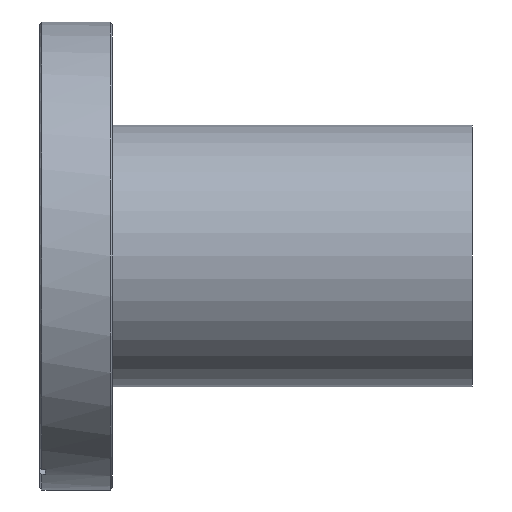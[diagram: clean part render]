
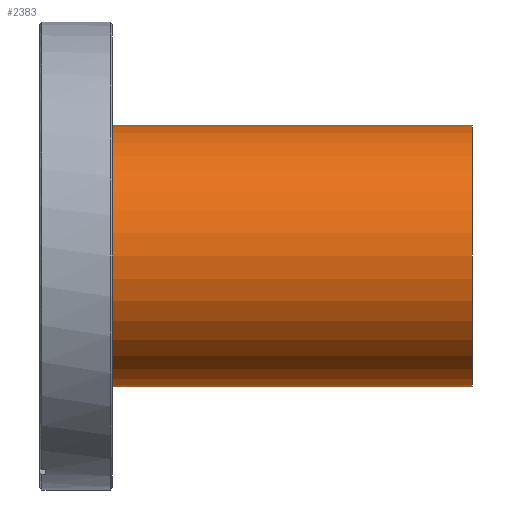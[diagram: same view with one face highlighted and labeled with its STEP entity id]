
A CAD part, left-side view. The second image highlights one B-rep face of the part: STEP entity #2383.
In plain terms, the highlighted cylindrical face has radius 31.75 mm (diameter 63.5 mm), a partial arc.
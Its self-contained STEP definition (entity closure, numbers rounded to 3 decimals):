
#24 = CARTESIAN_POINT ( 'NONE',  ( 0., 0., 0. ) ) ;
#149 = DIRECTION ( 'NONE',  ( 0., -1., 0. ) ) ;
#246 = VERTEX_POINT ( 'NONE', #356 ) ;
#248 = EDGE_CURVE ( 'NONE', #2067, #2229, #2226, .T. ) ;
#314 = CARTESIAN_POINT ( 'NONE',  ( 0., 0., -31.75 ) ) ;
#356 = CARTESIAN_POINT ( 'NONE',  ( 0., 0., 31.75 ) ) ;
#359 = EDGE_CURVE ( 'NONE', #2067, #2823, #2080, .T. ) ;
#408 = DIRECTION ( 'NONE',  ( 0., 1., 0. ) ) ;
#459 = DIRECTION ( 'NONE',  ( 0., 0., 1. ) ) ;
#638 = DIRECTION ( 'NONE',  ( 0., -1., 0. ) ) ;
#664 = ORIENTED_EDGE ( 'NONE', *, *, #248, .T. ) ;
#870 = CIRCLE ( 'NONE', #1332, 31.75 ) ;
#1101 = CARTESIAN_POINT ( 'NONE',  ( 0., 95.3, -31.75 ) ) ;
#1171 = EDGE_CURVE ( 'NONE', #2229, #246, #870, .T. ) ;
#1220 = ORIENTED_EDGE ( 'NONE', *, *, #359, .F. ) ;
#1222 = CARTESIAN_POINT ( 'NONE',  ( 0., 95.3, 0. ) ) ;
#1270 = CARTESIAN_POINT ( 'NONE',  ( 0., 95.3, 31.75 ) ) ;
#1324 = DIRECTION ( 'NONE',  ( 0., 1., 0. ) ) ;
#1332 = AXIS2_PLACEMENT_3D ( 'NONE', #24, #1324, #2662 ) ;
#1438 = DIRECTION ( 'NONE',  ( 0., -1., 0. ) ) ;
#1507 = VECTOR ( 'NONE', #149, 1000. ) ;
#1627 = CARTESIAN_POINT ( 'NONE',  ( 0., 95.3, -31.75 ) ) ;
#1660 = DIRECTION ( 'NONE',  ( 0., 0., -1. ) ) ;
#1920 = CARTESIAN_POINT ( 'NONE',  ( 0., 95.3, 31.75 ) ) ;
#1926 = ORIENTED_EDGE ( 'NONE', *, *, #2476, .F. ) ;
#2017 = FACE_OUTER_BOUND ( 'NONE', #2173, .T. ) ;
#2022 = VECTOR ( 'NONE', #638, 1000. ) ;
#2064 = ORIENTED_EDGE ( 'NONE', *, *, #1171, .T. ) ;
#2067 = VERTEX_POINT ( 'NONE', #1627 ) ;
#2080 = CIRCLE ( 'NONE', #2594, 31.75 ) ;
#2173 = EDGE_LOOP ( 'NONE', ( #1926, #1220, #664, #2064 ) ) ;
#2226 = LINE ( 'NONE', #1101, #1507 ) ;
#2229 = VERTEX_POINT ( 'NONE', #314 ) ;
#2302 = CYLINDRICAL_SURFACE ( 'NONE', #2532, 31.75 ) ;
#2383 = ADVANCED_FACE ( 'NONE', ( #2017 ), #2302, .T. ) ;
#2476 = EDGE_CURVE ( 'NONE', #2823, #246, #2643, .T. ) ;
#2532 = AXIS2_PLACEMENT_3D ( 'NONE', #1222, #1438, #1660 ) ;
#2594 = AXIS2_PLACEMENT_3D ( 'NONE', #2654, #408, #459 ) ;
#2643 = LINE ( 'NONE', #1920, #2022 ) ;
#2654 = CARTESIAN_POINT ( 'NONE',  ( 0., 95.3, 0. ) ) ;
#2662 = DIRECTION ( 'NONE',  ( 0., 0., 1. ) ) ;
#2823 = VERTEX_POINT ( 'NONE', #1270 ) ;
